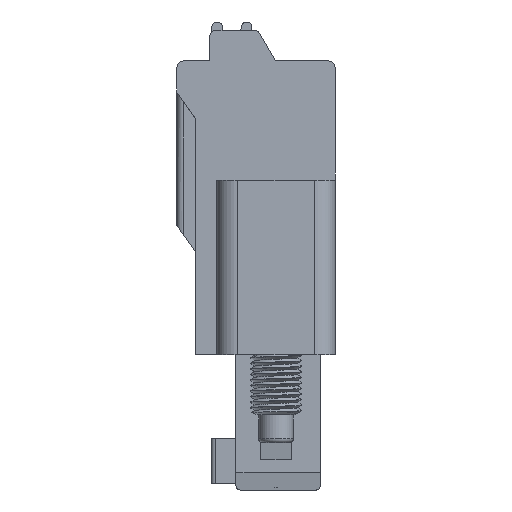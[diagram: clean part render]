
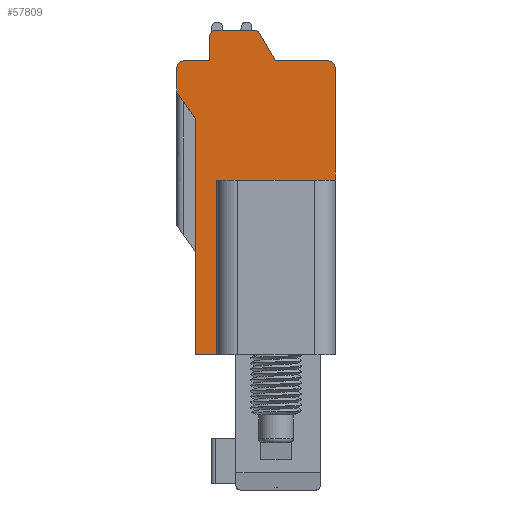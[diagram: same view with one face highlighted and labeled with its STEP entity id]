
A CAD part, left-side view. The second image highlights one B-rep face of the part: STEP entity #57809.
In plain terms, the highlighted planar face has unit normal (-1, 0, 0).
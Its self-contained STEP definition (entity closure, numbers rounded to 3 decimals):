
#12034=DIRECTION('',(0.,1.,0.));
#12035=VECTOR('',#12034,5.75);
#12036=CARTESIAN_POINT('',(-2.1,-2.05,-5.8));
#12037=LINE('',#12036,#12035);
#12038=DIRECTION('',(0.,0.,1.));
#12039=VECTOR('',#12038,8.5);
#12040=CARTESIAN_POINT('',(-2.1,3.7,-14.3));
#12041=LINE('',#12040,#12039);
#12042=DIRECTION('',(0.,1.,0.));
#12043=VECTOR('',#12042,1.05);
#12044=CARTESIAN_POINT('',(-2.1,3.7,-14.3));
#12045=LINE('',#12044,#12043);
#12046=DIRECTION('',(0.,0.,1.));
#12047=VECTOR('',#12046,11.5);
#12048=CARTESIAN_POINT('',(-2.1,4.75,-14.3));
#12049=LINE('',#12048,#12047);
#12050=DIRECTION('',(0.,-0.574,-0.819));
#12051=VECTOR('',#12050,1.569);
#12052=CARTESIAN_POINT('',(-2.1,5.65,-1.515));
#12053=LINE('',#12052,#12051);
#12054=DIRECTION('',(0.,0.,1.));
#12055=VECTOR('',#12054,1.215);
#12056=CARTESIAN_POINT('',(-2.1,5.65,-1.515));
#12057=LINE('',#12056,#12055);
#12058=CARTESIAN_POINT('',(-2.1,5.35,-0.3));
#12059=DIRECTION('',(-1.,0.,0.));
#12060=DIRECTION('',(0.,0.,1.));
#12061=AXIS2_PLACEMENT_3D('',#12058,#12059,#12060);
#12063=DIRECTION('',(0.,-1.,0.));
#12064=VECTOR('',#12063,1.3);
#12065=CARTESIAN_POINT('',(-2.1,5.35,0.));
#12066=LINE('',#12065,#12064);
#12067=DIRECTION('',(0.,0.,-1.));
#12068=VECTOR('',#12067,1.2);
#12069=CARTESIAN_POINT('',(-2.1,4.05,1.2));
#12070=LINE('',#12069,#12068);
#12071=CARTESIAN_POINT('',(-2.1,3.75,1.2));
#12072=DIRECTION('',(-1.,0.,0.));
#12073=DIRECTION('',(0.,0.,1.));
#12074=AXIS2_PLACEMENT_3D('',#12071,#12072,#12073);
#12076=DIRECTION('',(0.,1.,0.));
#12077=VECTOR('',#12076,1.861);
#12078=CARTESIAN_POINT('',(-2.1,1.889,1.5));
#12079=LINE('',#12078,#12077);
#12080=CARTESIAN_POINT('',(-2.1,1.889,1.2));
#12081=DIRECTION('',(-1.,0.,0.));
#12082=DIRECTION('',(0.,-0.866,0.5));
#12083=AXIS2_PLACEMENT_3D('',#12080,#12081,#12082);
#12085=DIRECTION('',(0.,0.5,0.866));
#12086=VECTOR('',#12085,1.559);
#12087=CARTESIAN_POINT('',(-2.1,0.85,0.));
#12088=LINE('',#12087,#12086);
#12089=DIRECTION('',(0.,-1.,0.));
#12090=VECTOR('',#12089,2.6);
#12091=CARTESIAN_POINT('',(-2.1,0.85,0.));
#12092=LINE('',#12091,#12090);
#12093=CARTESIAN_POINT('',(-2.1,-1.75,-0.3));
#12094=DIRECTION('',(-1.,0.,0.));
#12095=DIRECTION('',(0.,-1.,0.));
#12096=AXIS2_PLACEMENT_3D('',#12093,#12094,#12095);
#12098=DIRECTION('',(0.,0.,-1.));
#12099=VECTOR('',#12098,5.5);
#12100=CARTESIAN_POINT('',(-2.1,-2.05,-0.3));
#12101=LINE('',#12100,#12099);
#30720=CARTESIAN_POINT('',(-2.1,4.75,-14.3));
#30721=CARTESIAN_POINT('',(-2.1,4.75,-2.8));
#30722=VERTEX_POINT('',#30720);
#30723=VERTEX_POINT('',#30721);
#30724=CARTESIAN_POINT('',(-2.1,5.65,-1.515));
#30725=CARTESIAN_POINT('',(-2.1,5.65,-0.3));
#30726=VERTEX_POINT('',#30724);
#30727=VERTEX_POINT('',#30725);
#30728=CARTESIAN_POINT('',(-2.1,5.35,0.));
#30729=CARTESIAN_POINT('',(-2.1,4.05,0.));
#30730=VERTEX_POINT('',#30728);
#30731=VERTEX_POINT('',#30729);
#30732=CARTESIAN_POINT('',(-2.1,0.85,0.));
#30733=CARTESIAN_POINT('',(-2.1,-1.75,0.));
#30734=VERTEX_POINT('',#30732);
#30735=VERTEX_POINT('',#30733);
#30736=CARTESIAN_POINT('',(-2.1,1.629,1.35));
#30737=VERTEX_POINT('',#30736);
#30738=CARTESIAN_POINT('',(-2.1,1.889,1.5));
#30739=VERTEX_POINT('',#30738);
#30740=CARTESIAN_POINT('',(-2.1,3.75,1.5));
#30741=VERTEX_POINT('',#30740);
#30742=CARTESIAN_POINT('',(-2.1,4.05,1.2));
#30743=VERTEX_POINT('',#30742);
#30744=CARTESIAN_POINT('',(-2.1,-2.05,-0.3));
#30745=VERTEX_POINT('',#30744);
#32486=CARTESIAN_POINT('',(-2.1,-2.05,-5.8));
#32487=CARTESIAN_POINT('',(-2.1,3.7,-5.8));
#32488=VERTEX_POINT('',#32486);
#32489=VERTEX_POINT('',#32487);
#32490=CARTESIAN_POINT('',(-2.1,3.7,-14.3));
#32491=VERTEX_POINT('',#32490);
#57776=CARTESIAN_POINT('',(-2.1,-19.5,-21.535));
#57777=DIRECTION('',(-1.,0.,0.));
#57778=DIRECTION('',(0.,0.,1.));
#57779=AXIS2_PLACEMENT_3D('',#57776,#57777,#57778);
#57780=PLANE('',#57779);
#57782=ORIENTED_EDGE('',*,*,#57781,.T.);
#57784=ORIENTED_EDGE('',*,*,#57783,.F.);
#57786=ORIENTED_EDGE('',*,*,#57785,.T.);
#57787=ORIENTED_EDGE('',*,*,#45390,.T.);
#57789=ORIENTED_EDGE('',*,*,#57788,.F.);
#57790=ORIENTED_EDGE('',*,*,#42586,.T.);
#57792=ORIENTED_EDGE('',*,*,#57791,.F.);
#57793=ORIENTED_EDGE('',*,*,#43277,.T.);
#57795=ORIENTED_EDGE('',*,*,#57794,.F.);
#57797=ORIENTED_EDGE('',*,*,#57796,.F.);
#57799=ORIENTED_EDGE('',*,*,#57798,.F.);
#57801=ORIENTED_EDGE('',*,*,#57800,.F.);
#57802=ORIENTED_EDGE('',*,*,#57760,.F.);
#57803=ORIENTED_EDGE('',*,*,#43444,.T.);
#57805=ORIENTED_EDGE('',*,*,#57804,.F.);
#57806=ORIENTED_EDGE('',*,*,#52793,.T.);
#57807=EDGE_LOOP('',(#57782,#57784,#57786,#57787,#57789,#57790,#57792,#57793,
#57795,#57797,#57799,#57801,#57802,#57803,#57805,#57806));
#57808=FACE_OUTER_BOUND('',#57807,.F.);
#57809=ADVANCED_FACE('',(#57808),#57780,.T.);
#12062=CIRCLE('',#12061,0.3);
#12075=CIRCLE('',#12074,0.3);
#12084=CIRCLE('',#12083,0.3);
#12097=CIRCLE('',#12096,0.3);
#42586=EDGE_CURVE('',#30726,#30727,#12057,.T.);
#43277=EDGE_CURVE('',#30730,#30731,#12066,.T.);
#43444=EDGE_CURVE('',#30734,#30735,#12092,.T.);
#45390=EDGE_CURVE('',#30722,#30723,#12049,.T.);
#52793=EDGE_CURVE('',#30745,#32488,#12101,.T.);
#57760=EDGE_CURVE('',#30734,#30737,#12088,.T.);
#57781=EDGE_CURVE('',#32488,#32489,#12037,.T.);
#57783=EDGE_CURVE('',#32491,#32489,#12041,.T.);
#57785=EDGE_CURVE('',#32491,#30722,#12045,.T.);
#57788=EDGE_CURVE('',#30726,#30723,#12053,.T.);
#57791=EDGE_CURVE('',#30730,#30727,#12062,.T.);
#57794=EDGE_CURVE('',#30743,#30731,#12070,.T.);
#57796=EDGE_CURVE('',#30741,#30743,#12075,.T.);
#57798=EDGE_CURVE('',#30739,#30741,#12079,.T.);
#57800=EDGE_CURVE('',#30737,#30739,#12084,.T.);
#57804=EDGE_CURVE('',#30745,#30735,#12097,.T.);
